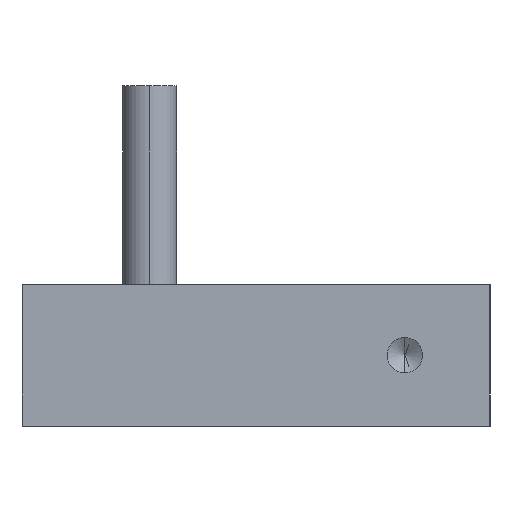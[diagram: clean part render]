
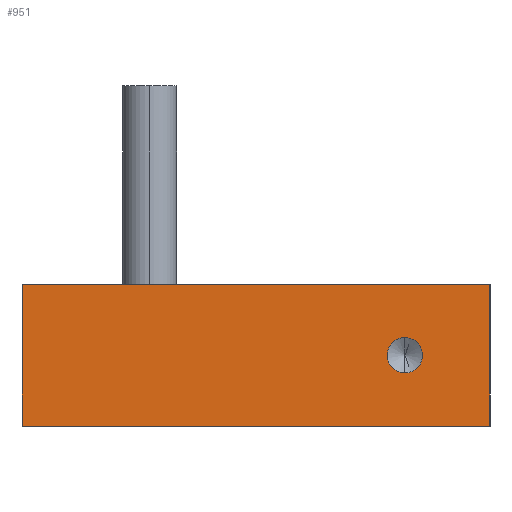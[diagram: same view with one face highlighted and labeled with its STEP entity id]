
A CAD part, left-side view. The second image highlights one B-rep face of the part: STEP entity #951.
In plain terms, the highlighted planar face has unit normal (-1, 0, 0).
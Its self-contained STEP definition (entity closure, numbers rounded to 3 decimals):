
#54 = ORIENTED_EDGE ( 'NONE', *, *, #1148, .F. ) ;
#56 = CARTESIAN_POINT ( 'NONE',  ( 0., 6., 0. ) ) ;
#58 = CIRCLE ( 'NONE', #1330, 1.25 ) ;
#78 = LINE ( 'NONE', #857, #105 ) ;
#96 = ORIENTED_EDGE ( 'NONE', *, *, #1014, .F. ) ;
#105 = VECTOR ( 'NONE', #423, 1000. ) ;
#126 = VECTOR ( 'NONE', #1088, 1000. ) ;
#129 = ORIENTED_EDGE ( 'NONE', *, *, #711, .F. ) ;
#155 = DIRECTION ( 'NONE',  ( 0., 0., 1. ) ) ;
#187 = CIRCLE ( 'NONE', #597, 1.25 ) ;
#190 = CARTESIAN_POINT ( 'NONE',  ( 0., 33., 5. ) ) ;
#192 = EDGE_LOOP ( 'NONE', ( #773, #1359, #129, #229 ) ) ;
#229 = ORIENTED_EDGE ( 'NONE', *, *, #1047, .T. ) ;
#238 = EDGE_LOOP ( 'NONE', ( #96, #54 ) ) ;
#250 = FACE_OUTER_BOUND ( 'NONE', #192, .T. ) ;
#273 = PLANE ( 'NONE',  #1118 ) ;
#303 = VERTEX_POINT ( 'NONE', #858 ) ;
#389 = DIRECTION ( 'NONE',  ( 0., 0., -1. ) ) ;
#423 = DIRECTION ( 'NONE',  ( 0., -1., 0. ) ) ;
#449 = CARTESIAN_POINT ( 'NONE',  ( 0., 0., 5. ) ) ;
#483 = CARTESIAN_POINT ( 'NONE',  ( 0., 6., 0. ) ) ;
#484 = EDGE_CURVE ( 'NONE', #1126, #303, #1197, .T. ) ;
#507 = VERTEX_POINT ( 'NONE', #827 ) ;
#596 = DIRECTION ( 'NONE',  ( 0., 0., 1. ) ) ;
#597 = AXIS2_PLACEMENT_3D ( 'NONE', #483, #1237, #596 ) ;
#625 = DIRECTION ( 'NONE',  ( 0., 0., -1. ) ) ;
#655 = DIRECTION ( 'NONE',  ( 0., -1., 0. ) ) ;
#663 = EDGE_CURVE ( 'NONE', #507, #303, #78, .T. ) ;
#711 = EDGE_CURVE ( 'NONE', #1133, #1126, #1135, .T. ) ;
#758 = CARTESIAN_POINT ( 'NONE',  ( 0., 0., 5. ) ) ;
#773 = ORIENTED_EDGE ( 'NONE', *, *, #663, .T. ) ;
#807 = DIRECTION ( 'NONE',  ( -1., 0., 0. ) ) ;
#827 = CARTESIAN_POINT ( 'NONE',  ( 0., 33., -5. ) ) ;
#832 = VECTOR ( 'NONE', #655, 1000. ) ;
#838 = VECTOR ( 'NONE', #625, 1000. ) ;
#857 = CARTESIAN_POINT ( 'NONE',  ( 0., 0., -5. ) ) ;
#858 = CARTESIAN_POINT ( 'NONE',  ( 0., 0., -5. ) ) ;
#877 = LINE ( 'NONE', #190, #838 ) ;
#890 = VERTEX_POINT ( 'NONE', #1324 ) ;
#951 = ADVANCED_FACE ( 'NONE', ( #1199, #250 ), #273, .F. ) ;
#1014 = EDGE_CURVE ( 'NONE', #890, #1288, #58, .T. ) ;
#1023 = DIRECTION ( 'NONE',  ( 1., 0., 0. ) ) ;
#1047 = EDGE_CURVE ( 'NONE', #1133, #507, #877, .T. ) ;
#1057 = CARTESIAN_POINT ( 'NONE',  ( 0., 33., 5. ) ) ;
#1088 = DIRECTION ( 'NONE',  ( 0., 0., -1. ) ) ;
#1118 = AXIS2_PLACEMENT_3D ( 'NONE', #1336, #1023, #389 ) ;
#1126 = VERTEX_POINT ( 'NONE', #1165 ) ;
#1133 = VERTEX_POINT ( 'NONE', #1057 ) ;
#1135 = LINE ( 'NONE', #758, #832 ) ;
#1148 = EDGE_CURVE ( 'NONE', #1288, #890, #187, .T. ) ;
#1165 = CARTESIAN_POINT ( 'NONE',  ( 0., 0., 5. ) ) ;
#1197 = LINE ( 'NONE', #449, #126 ) ;
#1199 = FACE_BOUND ( 'NONE', #238, .T. ) ;
#1237 = DIRECTION ( 'NONE',  ( -1., 0., 0. ) ) ;
#1273 = CARTESIAN_POINT ( 'NONE',  ( 0., 6., -1.25 ) ) ;
#1288 = VERTEX_POINT ( 'NONE', #1273 ) ;
#1324 = CARTESIAN_POINT ( 'NONE',  ( 0., 6., 1.25 ) ) ;
#1330 = AXIS2_PLACEMENT_3D ( 'NONE', #56, #807, #155 ) ;
#1336 = CARTESIAN_POINT ( 'NONE',  ( 0., 0., 5. ) ) ;
#1359 = ORIENTED_EDGE ( 'NONE', *, *, #484, .F. ) ;
